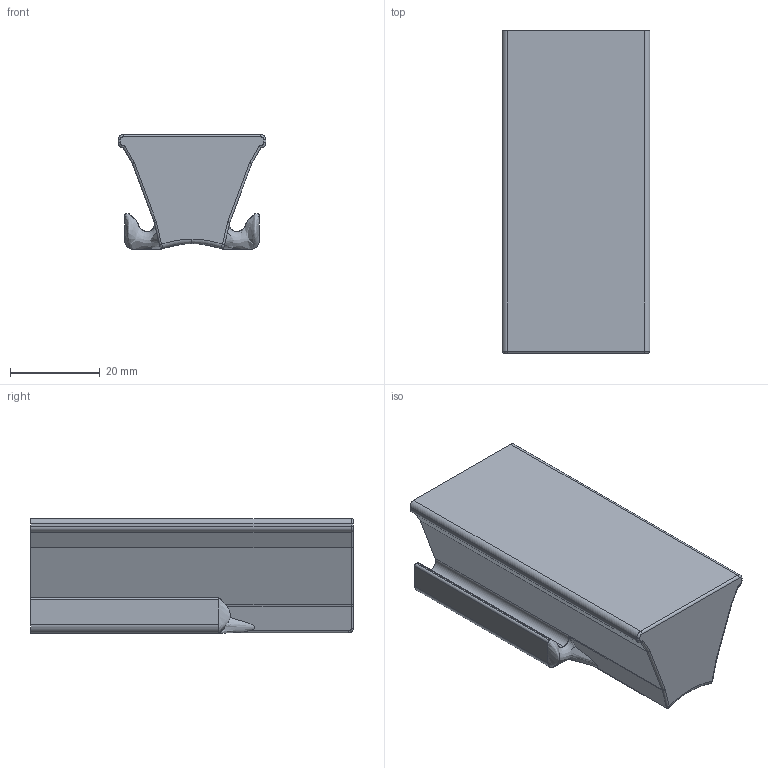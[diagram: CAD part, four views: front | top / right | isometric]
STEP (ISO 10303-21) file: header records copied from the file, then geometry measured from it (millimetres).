
FILE_DESCRIPTION (( 'STEP AP214' ), '1' );
FILE_NAME ('shockbasicShorthook.STEP', '2024-10-03T11:24:06', ( '' ), ( '' ), 'SwSTEP 2.0', 'SolidWorks 2020', '' );
FILE_SCHEMA (( 'AUTOMOTIVE_DESIGN' ));
Length unit declared in the file: millimetre
Products named in the file (1): shockbasicShorthook
Bounding box: 33 x 72 x 25.6 mm (x, y, z)
Surface area: 10406.2 mm2 (no closed solid volume)
Topology: 0 solids, 5 shells, 75 faces, 201 edges, 128 vertices
Faces by surface type: cylinder 30, plane 23, bspline 14, torus 8
Entity records: 3391 total; most frequent: CARTESIAN_POINT 1557, ORIENTED_EDGE 374, DIRECTION 359, EDGE_CURVE 201, VERTEX_POINT 128, AXIS2_PLACEMENT_3D 126, VECTOR 107, LINE 107
